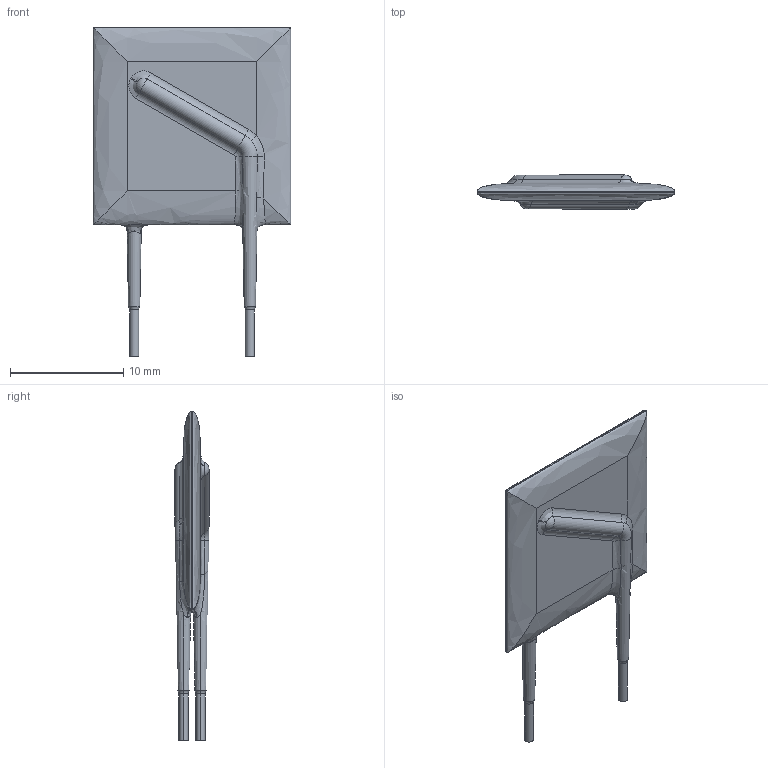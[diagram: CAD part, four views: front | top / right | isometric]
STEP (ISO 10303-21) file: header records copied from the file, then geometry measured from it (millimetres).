
FILE_DESCRIPTION (( 'STEP AP214' ), '1' );
FILE_NAME ('ResettableFuse_MF-R500.STEP', '2023-06-16T10:35:01', ( 'Elessar' ), ( '' ), 'SwSTEP 2.0', 'SolidWorks 2018', '' );
FILE_SCHEMA (( 'AUTOMOTIVE_DESIGN' ));
Length unit declared in the file: millimetre
Products named in the file (1): ResettableFuse_MF-R500
Bounding box: 17.4 x 3 x 29 mm (x, y, z)
Volume: 450.6 mm3; surface area: 734.2 mm2
Topology: 1 solids, 1 shells, 68 faces, 162 edges, 96 vertices
Faces by surface type: bspline 28, torus 16, cylinder 10, plane 10, cone 4
Entity records: 3450 total; most frequent: CARTESIAN_POINT 2045, ORIENTED_EDGE 324, DIRECTION 202, EDGE_CURVE 162, VERTEX_POINT 96, B_SPLINE_CURVE_WITH_KNOTS 92, AXIS2_PLACEMENT_3D 91, EDGE_LOOP 68
